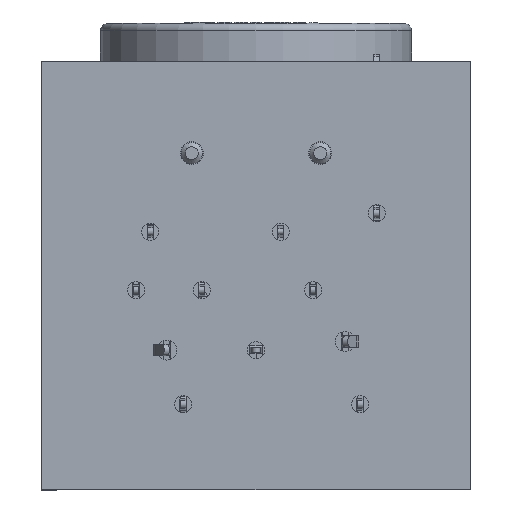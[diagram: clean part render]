
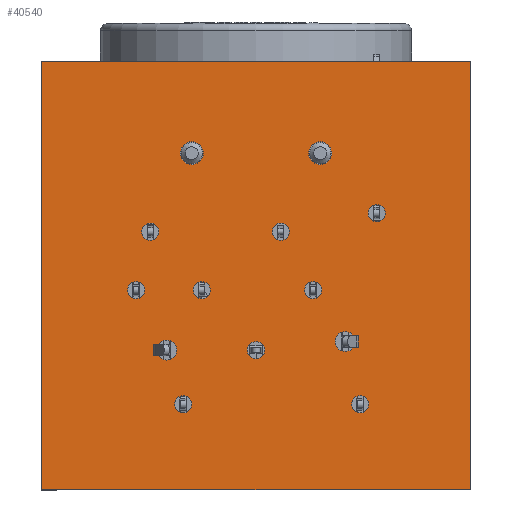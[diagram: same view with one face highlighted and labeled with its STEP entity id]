
A CAD part, top view. The second image highlights one B-rep face of the part: STEP entity #40540.
In plain terms, the highlighted face is planar.
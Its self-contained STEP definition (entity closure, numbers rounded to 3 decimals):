
#1418=FACE_BOUND('',#5704,.T.);
#1419=FACE_BOUND('',#5705,.T.);
#1420=FACE_BOUND('',#5706,.T.);
#1421=FACE_BOUND('',#5707,.T.);
#1422=FACE_BOUND('',#5708,.T.);
#1423=FACE_BOUND('',#5709,.T.);
#1424=FACE_BOUND('',#5710,.T.);
#1425=FACE_BOUND('',#5711,.T.);
#1426=FACE_BOUND('',#5712,.T.);
#1427=FACE_BOUND('',#5713,.T.);
#1428=FACE_BOUND('',#5714,.T.);
#1429=FACE_BOUND('',#5715,.T.);
#1430=FACE_BOUND('',#5716,.T.);
#3538=FACE_OUTER_BOUND('',#5703,.T.);
#5703=EDGE_LOOP('',(#36732,#36733,#36734,#36735));
#5704=EDGE_LOOP('',(#36736));
#5705=EDGE_LOOP('',(#36737));
#5706=EDGE_LOOP('',(#36738));
#5707=EDGE_LOOP('',(#36739));
#5708=EDGE_LOOP('',(#36740));
#5709=EDGE_LOOP('',(#36741));
#5710=EDGE_LOOP('',(#36742));
#5711=EDGE_LOOP('',(#36743));
#5712=EDGE_LOOP('',(#36744));
#5713=EDGE_LOOP('',(#36745));
#5714=EDGE_LOOP('',(#36746));
#5715=EDGE_LOOP('',(#36747));
#5716=EDGE_LOOP('',(#36748));
#6571=CIRCLE('',#43525,0.8);
#6574=CIRCLE('',#43529,0.8);
#6597=CIRCLE('',#43694,0.6);
#6598=CIRCLE('',#43696,0.6);
#6599=CIRCLE('',#43698,0.6);
#6600=CIRCLE('',#43700,0.6);
#6601=CIRCLE('',#43702,0.6);
#6602=CIRCLE('',#43704,0.6);
#6603=CIRCLE('',#43706,0.6);
#6604=CIRCLE('',#43708,0.6);
#6605=CIRCLE('',#43710,0.6);
#6606=CIRCLE('',#43712,0.7);
#6607=CIRCLE('',#43714,0.7);
#11171=LINE('',#73547,#15742);
#11174=LINE('',#73552,#15745);
#11176=LINE('',#73556,#15747);
#11178=LINE('',#73559,#15749);
#15742=VECTOR('',#54383,10.);
#15745=VECTOR('',#54388,10.);
#15747=VECTOR('',#54392,10.);
#15749=VECTOR('',#54396,10.);
#18951=VERTEX_POINT('',#70367);
#18954=VERTEX_POINT('',#70375);
#19439=VERTEX_POINT('',#73501);
#19440=VERTEX_POINT('',#73505);
#19441=VERTEX_POINT('',#73509);
#19442=VERTEX_POINT('',#73513);
#19443=VERTEX_POINT('',#73517);
#19444=VERTEX_POINT('',#73521);
#19445=VERTEX_POINT('',#73525);
#19446=VERTEX_POINT('',#73529);
#19447=VERTEX_POINT('',#73533);
#19448=VERTEX_POINT('',#73537);
#19449=VERTEX_POINT('',#73541);
#19450=VERTEX_POINT('',#73545);
#19451=VERTEX_POINT('',#73546);
#19452=VERTEX_POINT('',#73551);
#19453=VERTEX_POINT('',#73555);
#24471=EDGE_CURVE('',#18951,#18951,#6571,.T.);
#24475=EDGE_CURVE('',#18954,#18954,#6574,.T.);
#25190=EDGE_CURVE('',#19439,#19439,#6597,.T.);
#25192=EDGE_CURVE('',#19440,#19440,#6598,.T.);
#25194=EDGE_CURVE('',#19441,#19441,#6599,.T.);
#25196=EDGE_CURVE('',#19442,#19442,#6600,.T.);
#25198=EDGE_CURVE('',#19443,#19443,#6601,.T.);
#25200=EDGE_CURVE('',#19444,#19444,#6602,.T.);
#25202=EDGE_CURVE('',#19445,#19445,#6603,.T.);
#25204=EDGE_CURVE('',#19446,#19446,#6604,.T.);
#25206=EDGE_CURVE('',#19447,#19447,#6605,.T.);
#25208=EDGE_CURVE('',#19448,#19448,#6606,.T.);
#25210=EDGE_CURVE('',#19449,#19449,#6607,.T.);
#25211=EDGE_CURVE('',#19450,#19451,#11171,.T.);
#25214=EDGE_CURVE('',#19451,#19452,#11174,.T.);
#25216=EDGE_CURVE('',#19452,#19453,#11176,.T.);
#25218=EDGE_CURVE('',#19453,#19450,#11178,.T.);
#36732=ORIENTED_EDGE('',*,*,#25211,.F.);
#36733=ORIENTED_EDGE('',*,*,#25218,.F.);
#36734=ORIENTED_EDGE('',*,*,#25216,.F.);
#36735=ORIENTED_EDGE('',*,*,#25214,.F.);
#36736=ORIENTED_EDGE('',*,*,#24471,.T.);
#36737=ORIENTED_EDGE('',*,*,#24475,.T.);
#36738=ORIENTED_EDGE('',*,*,#25190,.T.);
#36739=ORIENTED_EDGE('',*,*,#25192,.T.);
#36740=ORIENTED_EDGE('',*,*,#25194,.T.);
#36741=ORIENTED_EDGE('',*,*,#25196,.T.);
#36742=ORIENTED_EDGE('',*,*,#25198,.T.);
#36743=ORIENTED_EDGE('',*,*,#25200,.T.);
#36744=ORIENTED_EDGE('',*,*,#25202,.T.);
#36745=ORIENTED_EDGE('',*,*,#25204,.T.);
#36746=ORIENTED_EDGE('',*,*,#25206,.T.);
#36747=ORIENTED_EDGE('',*,*,#25208,.T.);
#36748=ORIENTED_EDGE('',*,*,#25210,.T.);
#38336=PLANE('',#43720);
#40540=ADVANCED_FACE('',(#3538,#1418,#1419,#1420,#1421,#1422,#1423,#1424,
#1425,#1426,#1427,#1428,#1429,#1430),#38336,.F.);
#43525=AXIS2_PLACEMENT_3D('',#70369,#53508,#53509);
#43529=AXIS2_PLACEMENT_3D('',#70377,#53517,#53518);
#43694=AXIS2_PLACEMENT_3D('',#73503,#54329,#54330);
#43696=AXIS2_PLACEMENT_3D('',#73507,#54334,#54335);
#43698=AXIS2_PLACEMENT_3D('',#73511,#54339,#54340);
#43700=AXIS2_PLACEMENT_3D('',#73515,#54344,#54345);
#43702=AXIS2_PLACEMENT_3D('',#73519,#54349,#54350);
#43704=AXIS2_PLACEMENT_3D('',#73523,#54354,#54355);
#43706=AXIS2_PLACEMENT_3D('',#73527,#54359,#54360);
#43708=AXIS2_PLACEMENT_3D('',#73531,#54364,#54365);
#43710=AXIS2_PLACEMENT_3D('',#73535,#54369,#54370);
#43712=AXIS2_PLACEMENT_3D('',#73539,#54374,#54375);
#43714=AXIS2_PLACEMENT_3D('',#73543,#54379,#54380);
#43720=AXIS2_PLACEMENT_3D('',#73561,#54399,#54400);
#53508=DIRECTION('center_axis',(0.,0.,1.));
#53509=DIRECTION('ref_axis',(1.,0.,0.));
#53517=DIRECTION('center_axis',(0.,0.,1.));
#53518=DIRECTION('ref_axis',(1.,0.,0.));
#54329=DIRECTION('center_axis',(0.,0.,1.));
#54330=DIRECTION('ref_axis',(1.,0.,0.));
#54334=DIRECTION('center_axis',(0.,0.,1.));
#54335=DIRECTION('ref_axis',(1.,0.,0.));
#54339=DIRECTION('center_axis',(0.,0.,1.));
#54340=DIRECTION('ref_axis',(1.,0.,0.));
#54344=DIRECTION('center_axis',(0.,0.,1.));
#54345=DIRECTION('ref_axis',(1.,0.,0.));
#54349=DIRECTION('center_axis',(0.,0.,1.));
#54350=DIRECTION('ref_axis',(1.,0.,0.));
#54354=DIRECTION('center_axis',(0.,0.,1.));
#54355=DIRECTION('ref_axis',(1.,0.,0.));
#54359=DIRECTION('center_axis',(0.,0.,1.));
#54360=DIRECTION('ref_axis',(1.,0.,0.));
#54364=DIRECTION('center_axis',(0.,0.,1.));
#54365=DIRECTION('ref_axis',(1.,0.,0.));
#54369=DIRECTION('center_axis',(0.,0.,1.));
#54370=DIRECTION('ref_axis',(1.,0.,0.));
#54374=DIRECTION('center_axis',(0.,0.,1.));
#54375=DIRECTION('ref_axis',(1.,0.,0.));
#54379=DIRECTION('center_axis',(0.,0.,1.));
#54380=DIRECTION('ref_axis',(1.,0.,0.));
#54383=DIRECTION('',(0.,-1.,0.));
#54388=DIRECTION('',(1.,0.,0.));
#54392=DIRECTION('',(0.,1.,0.));
#54396=DIRECTION('',(-1.,0.,0.));
#54399=DIRECTION('center_axis',(0.,0.,1.));
#54400=DIRECTION('ref_axis',(1.,0.,0.));
#70367=CARTESIAN_POINT('',(-5.3,-6.4,-0.3));
#70369=CARTESIAN_POINT('Origin',(-4.5,-6.4,-0.3));
#70375=CARTESIAN_POINT('',(3.7,-6.4,-0.3));
#70377=CARTESIAN_POINT('Origin',(4.5,-6.4,-0.3));
#73501=CARTESIAN_POINT('',(7.8,-16.,-0.3));
#73503=CARTESIAN_POINT('Origin',(8.4,-16.,-0.3));
#73505=CARTESIAN_POINT('',(4.5,-24.,-0.3));
#73507=CARTESIAN_POINT('Origin',(5.1,-24.,-0.3));
#73509=CARTESIAN_POINT('',(-7.9,-24.,-0.3));
#73511=CARTESIAN_POINT('Origin',(-7.3,-24.,-0.3));
#73513=CARTESIAN_POINT('',(6.8,-11.9,-0.3));
#73515=CARTESIAN_POINT('Origin',(7.4,-11.9,-0.3));
#73517=CARTESIAN_POINT('',(3.2,-16.,-0.3));
#73519=CARTESIAN_POINT('Origin',(3.8,-16.,-0.3));
#73521=CARTESIAN_POINT('',(-4.6,-16.,-0.3));
#73523=CARTESIAN_POINT('Origin',(-4.,-16.,-0.3));
#73525=CARTESIAN_POINT('',(-9.05,-10.6,-0.3));
#73527=CARTESIAN_POINT('Origin',(-8.45,-10.6,-0.3));
#73529=CARTESIAN_POINT('',(-2.347,-11.9,-0.3));
#73531=CARTESIAN_POINT('Origin',(-1.747,-11.9,-0.3));
#73533=CARTESIAN_POINT('',(-0.6,-20.2,-0.3));
#73535=CARTESIAN_POINT('Origin',(0.,-20.2,-0.3));
#73537=CARTESIAN_POINT('',(5.55,-20.2,-0.3));
#73539=CARTESIAN_POINT('Origin',(6.25,-20.2,-0.3));
#73541=CARTESIAN_POINT('',(-6.95,-19.6,-0.3));
#73543=CARTESIAN_POINT('Origin',(-6.25,-19.6,-0.3));
#73545=CARTESIAN_POINT('',(-15.,0.,-0.3));
#73546=CARTESIAN_POINT('',(-15.,-30.,-0.3));
#73547=CARTESIAN_POINT('',(-15.,-30.,-0.3));
#73551=CARTESIAN_POINT('',(15.,-30.,-0.3));
#73552=CARTESIAN_POINT('',(15.,-30.,-0.3));
#73555=CARTESIAN_POINT('',(15.,0.,-0.3));
#73556=CARTESIAN_POINT('',(15.,0.,-0.3));
#73559=CARTESIAN_POINT('',(-15.,0.,-0.3));
#73561=CARTESIAN_POINT('Origin',(0.,-15.,-0.3));
